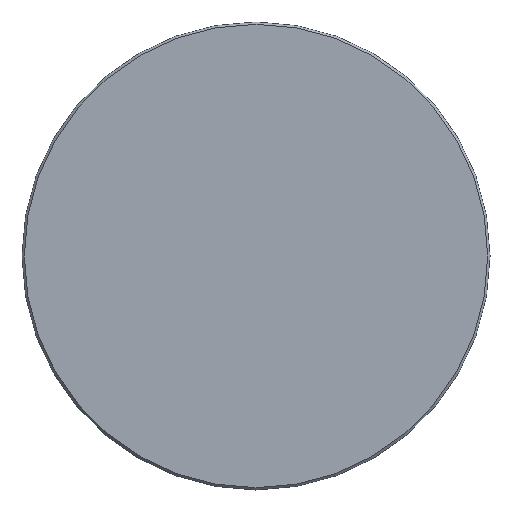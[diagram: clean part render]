
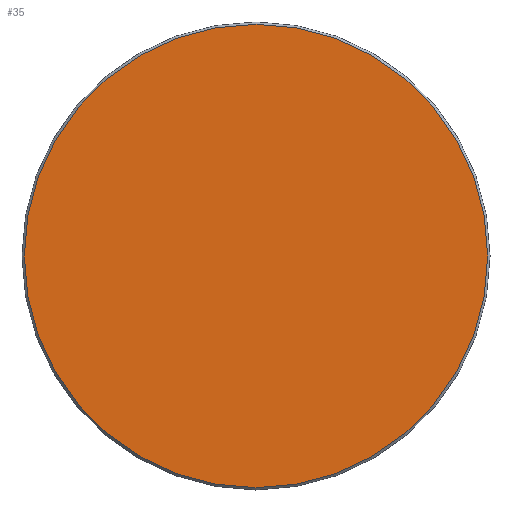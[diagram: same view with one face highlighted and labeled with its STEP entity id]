
A CAD part, left-side view. The second image highlights one B-rep face of the part: STEP entity #35.
In plain terms, the highlighted planar face has unit normal (-1, 0, 0).
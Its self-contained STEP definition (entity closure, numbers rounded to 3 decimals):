
#3 = CARTESIAN_POINT ( 'NONE',  ( -1.85, 0., 0. ) ) ;
#33 = CARTESIAN_POINT ( 'NONE',  ( -1.85, 0., 25.15 ) ) ;
#35 = ADVANCED_FACE ( 'NONE', ( #153 ), #91, .F. ) ;
#42 = EDGE_CURVE ( 'NONE', #285, #102, #233, .T. ) ;
#62 = ORIENTED_EDGE ( 'NONE', *, *, #42, .T. ) ;
#68 = EDGE_CURVE ( 'NONE', #102, #285, #79, .T. ) ;
#79 = CIRCLE ( 'NONE', #178, 25.15 ) ;
#81 = DIRECTION ( 'NONE',  ( -1., 0., 0. ) ) ;
#91 = PLANE ( 'NONE',  #166 ) ;
#102 = VERTEX_POINT ( 'NONE', #184 ) ;
#117 = DIRECTION ( 'NONE',  ( 0., 0., -1. ) ) ;
#153 = FACE_OUTER_BOUND ( 'NONE', #291, .T. ) ;
#166 = AXIS2_PLACEMENT_3D ( 'NONE', #3, #208, #117 ) ;
#175 = AXIS2_PLACEMENT_3D ( 'NONE', #275, #260, #209 ) ;
#178 = AXIS2_PLACEMENT_3D ( 'NONE', #245, #81, #224 ) ;
#184 = CARTESIAN_POINT ( 'NONE',  ( -1.85, 0., -25.15 ) ) ;
#208 = DIRECTION ( 'NONE',  ( 1., 0., 0. ) ) ;
#209 = DIRECTION ( 'NONE',  ( 0., 0., -1. ) ) ;
#210 = ORIENTED_EDGE ( 'NONE', *, *, #68, .T. ) ;
#224 = DIRECTION ( 'NONE',  ( 0., 0., -1. ) ) ;
#233 = CIRCLE ( 'NONE', #175, 25.15 ) ;
#245 = CARTESIAN_POINT ( 'NONE',  ( -1.85, 0., 0. ) ) ;
#260 = DIRECTION ( 'NONE',  ( -1., 0., 0. ) ) ;
#275 = CARTESIAN_POINT ( 'NONE',  ( -1.85, 0., 0. ) ) ;
#285 = VERTEX_POINT ( 'NONE', #33 ) ;
#291 = EDGE_LOOP ( 'NONE', ( #210, #62 ) ) ;
